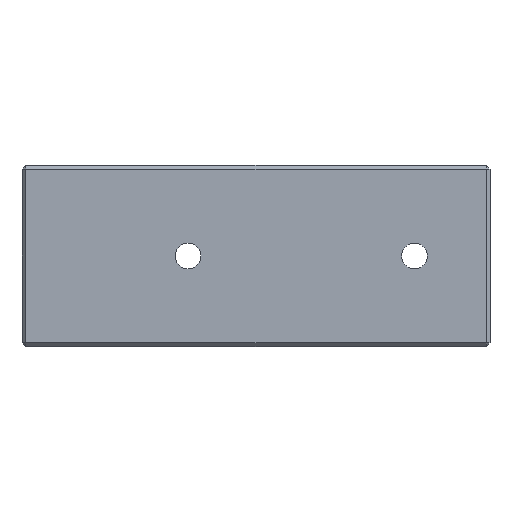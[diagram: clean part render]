
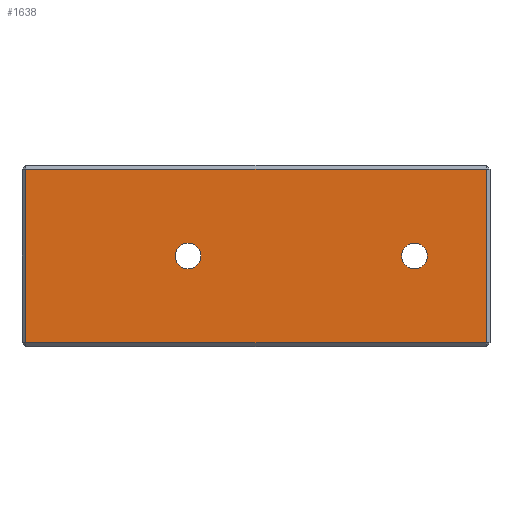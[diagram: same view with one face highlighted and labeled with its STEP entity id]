
A CAD part, front view. The second image highlights one B-rep face of the part: STEP entity #1638.
In plain terms, the highlighted planar face has unit normal (0, -1, 0).
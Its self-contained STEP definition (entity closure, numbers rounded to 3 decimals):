
#72 = PLANE('',#73);
#73 = AXIS2_PLACEMENT_3D('',#74,#75,#76);
#74 = CARTESIAN_POINT('',(0.25,0.25,0.));
#75 = DIRECTION('',(-0.707,-0.707,0.)
  );
#76 = DIRECTION('',(0.,0.,-1.));
#581 = VERTEX_POINT('',#582);
#582 = CARTESIAN_POINT('',(0.5,0.,23.5));
#603 = EDGE_CURVE('',#604,#581,#606,.T.);
#604 = VERTEX_POINT('',#605);
#605 = CARTESIAN_POINT('',(0.5,0.,0.5));
#606 = SURFACE_CURVE('',#607,(#611,#618),.PCURVE_S1.);
#607 = LINE('',#608,#609);
#608 = CARTESIAN_POINT('',(0.5,0.,0.));
#609 = VECTOR('',#610,1.);
#610 = DIRECTION('',(0.,0.,1.));
#611 = PCURVE('',#72,#612);
#612 = DEFINITIONAL_REPRESENTATION('',(#613),#617);
#613 = LINE('',#614,#615);
#614 = CARTESIAN_POINT('',(-0.,0.354));
#615 = VECTOR('',#616,1.);
#616 = DIRECTION('',(-1.,0.));
#617 = ( GEOMETRIC_REPRESENTATION_CONTEXT(2) 
PARAMETRIC_REPRESENTATION_CONTEXT() REPRESENTATION_CONTEXT('2D SPACE',''
  ) );
#618 = PCURVE('',#619,#624);
#619 = PLANE('',#620);
#620 = AXIS2_PLACEMENT_3D('',#621,#622,#623);
#621 = CARTESIAN_POINT('',(62.,0.,0.));
#622 = DIRECTION('',(0.,-1.,0.));
#623 = DIRECTION('',(-1.,0.,0.));
#624 = DEFINITIONAL_REPRESENTATION('',(#625),#629);
#625 = LINE('',#626,#627);
#626 = CARTESIAN_POINT('',(61.5,0.));
#627 = VECTOR('',#628,1.);
#628 = DIRECTION('',(0.,-1.));
#629 = ( GEOMETRIC_REPRESENTATION_CONTEXT(2) 
PARAMETRIC_REPRESENTATION_CONTEXT() REPRESENTATION_CONTEXT('2D SPACE',''
  ) );
#942 = PLANE('',#943);
#943 = AXIS2_PLACEMENT_3D('',#944,#945,#946);
#944 = CARTESIAN_POINT('',(62.,0.25,0.25));
#945 = DIRECTION('',(0.,0.707,0.707)
  );
#946 = DIRECTION('',(1.,0.,0.));
#1355 = PLANE('',#1356);
#1356 = AXIS2_PLACEMENT_3D('',#1357,#1358,#1359);
#1357 = CARTESIAN_POINT('',(62.,0.25,23.75));
#1358 = DIRECTION('',(0.,-0.707,0.707)
  );
#1359 = DIRECTION('',(1.,0.,0.));
#1638 = ADVANCED_FACE('',(#1639,#1714,#1745),#619,.T.);
#1639 = FACE_BOUND('',#1640,.T.);
#1640 = EDGE_LOOP('',(#1641,#1642,#1665,#1693));
#1641 = ORIENTED_EDGE('',*,*,#603,.F.);
#1642 = ORIENTED_EDGE('',*,*,#1643,.F.);
#1643 = EDGE_CURVE('',#1644,#604,#1646,.T.);
#1644 = VERTEX_POINT('',#1645);
#1645 = CARTESIAN_POINT('',(61.5,0.,0.5));
#1646 = SURFACE_CURVE('',#1647,(#1651,#1658),.PCURVE_S1.);
#1647 = LINE('',#1648,#1649);
#1648 = CARTESIAN_POINT('',(62.,0.,0.5));
#1649 = VECTOR('',#1650,1.);
#1650 = DIRECTION('',(-1.,0.,0.));
#1651 = PCURVE('',#619,#1652);
#1652 = DEFINITIONAL_REPRESENTATION('',(#1653),#1657);
#1653 = LINE('',#1654,#1655);
#1654 = CARTESIAN_POINT('',(0.,-0.5));
#1655 = VECTOR('',#1656,1.);
#1656 = DIRECTION('',(1.,0.));
#1657 = ( GEOMETRIC_REPRESENTATION_CONTEXT(2) 
PARAMETRIC_REPRESENTATION_CONTEXT() REPRESENTATION_CONTEXT('2D SPACE',''
  ) );
#1658 = PCURVE('',#942,#1659);
#1659 = DEFINITIONAL_REPRESENTATION('',(#1660),#1664);
#1660 = LINE('',#1661,#1662);
#1661 = CARTESIAN_POINT('',(-0.,-0.354));
#1662 = VECTOR('',#1663,1.);
#1663 = DIRECTION('',(-1.,0.));
#1664 = ( GEOMETRIC_REPRESENTATION_CONTEXT(2) 
PARAMETRIC_REPRESENTATION_CONTEXT() REPRESENTATION_CONTEXT('2D SPACE',''
  ) );
#1665 = ORIENTED_EDGE('',*,*,#1666,.T.);
#1666 = EDGE_CURVE('',#1644,#1667,#1669,.T.);
#1667 = VERTEX_POINT('',#1668);
#1668 = CARTESIAN_POINT('',(61.5,0.,23.5));
#1669 = SURFACE_CURVE('',#1670,(#1674,#1681),.PCURVE_S1.);
#1670 = LINE('',#1671,#1672);
#1671 = CARTESIAN_POINT('',(61.5,0.,0.));
#1672 = VECTOR('',#1673,1.);
#1673 = DIRECTION('',(0.,0.,1.));
#1674 = PCURVE('',#619,#1675);
#1675 = DEFINITIONAL_REPRESENTATION('',(#1676),#1680);
#1676 = LINE('',#1677,#1678);
#1677 = CARTESIAN_POINT('',(0.5,0.));
#1678 = VECTOR('',#1679,1.);
#1679 = DIRECTION('',(0.,-1.));
#1680 = ( GEOMETRIC_REPRESENTATION_CONTEXT(2) 
PARAMETRIC_REPRESENTATION_CONTEXT() REPRESENTATION_CONTEXT('2D SPACE',''
  ) );
#1681 = PCURVE('',#1682,#1687);
#1682 = PLANE('',#1683);
#1683 = AXIS2_PLACEMENT_3D('',#1684,#1685,#1686);
#1684 = CARTESIAN_POINT('',(61.75,0.25,0.));
#1685 = DIRECTION('',(0.707,-0.707,0.)
  );
#1686 = DIRECTION('',(0.,0.,1.));
#1687 = DEFINITIONAL_REPRESENTATION('',(#1688),#1692);
#1688 = LINE('',#1689,#1690);
#1689 = CARTESIAN_POINT('',(0.,0.354));
#1690 = VECTOR('',#1691,1.);
#1691 = DIRECTION('',(1.,0.));
#1692 = ( GEOMETRIC_REPRESENTATION_CONTEXT(2) 
PARAMETRIC_REPRESENTATION_CONTEXT() REPRESENTATION_CONTEXT('2D SPACE',''
  ) );
#1693 = ORIENTED_EDGE('',*,*,#1694,.T.);
#1694 = EDGE_CURVE('',#1667,#581,#1695,.T.);
#1695 = SURFACE_CURVE('',#1696,(#1700,#1707),.PCURVE_S1.);
#1696 = LINE('',#1697,#1698);
#1697 = CARTESIAN_POINT('',(62.,0.,23.5));
#1698 = VECTOR('',#1699,1.);
#1699 = DIRECTION('',(-1.,0.,0.));
#1700 = PCURVE('',#619,#1701);
#1701 = DEFINITIONAL_REPRESENTATION('',(#1702),#1706);
#1702 = LINE('',#1703,#1704);
#1703 = CARTESIAN_POINT('',(0.,-23.5));
#1704 = VECTOR('',#1705,1.);
#1705 = DIRECTION('',(1.,0.));
#1706 = ( GEOMETRIC_REPRESENTATION_CONTEXT(2) 
PARAMETRIC_REPRESENTATION_CONTEXT() REPRESENTATION_CONTEXT('2D SPACE',''
  ) );
#1707 = PCURVE('',#1355,#1708);
#1708 = DEFINITIONAL_REPRESENTATION('',(#1709),#1713);
#1709 = LINE('',#1710,#1711);
#1710 = CARTESIAN_POINT('',(-0.,-0.354));
#1711 = VECTOR('',#1712,1.);
#1712 = DIRECTION('',(-1.,0.));
#1713 = ( GEOMETRIC_REPRESENTATION_CONTEXT(2) 
PARAMETRIC_REPRESENTATION_CONTEXT() REPRESENTATION_CONTEXT('2D SPACE',''
  ) );
#1714 = FACE_BOUND('',#1715,.T.);
#1715 = EDGE_LOOP('',(#1716));
#1716 = ORIENTED_EDGE('',*,*,#1717,.F.);
#1717 = EDGE_CURVE('',#1718,#1718,#1720,.T.);
#1718 = VERTEX_POINT('',#1719);
#1719 = CARTESIAN_POINT('',(53.7,0.,12.));
#1720 = SURFACE_CURVE('',#1721,(#1726,#1733),.PCURVE_S1.);
#1721 = CIRCLE('',#1722,1.7);
#1722 = AXIS2_PLACEMENT_3D('',#1723,#1724,#1725);
#1723 = CARTESIAN_POINT('',(52.,0.,12.));
#1724 = DIRECTION('',(0.,-1.,0.));
#1725 = DIRECTION('',(1.,0.,0.));
#1726 = PCURVE('',#619,#1727);
#1727 = DEFINITIONAL_REPRESENTATION('',(#1728),#1732);
#1728 = CIRCLE('',#1729,1.7);
#1729 = AXIS2_PLACEMENT_2D('',#1730,#1731);
#1730 = CARTESIAN_POINT('',(10.,-12.));
#1731 = DIRECTION('',(-1.,0.));
#1732 = ( GEOMETRIC_REPRESENTATION_CONTEXT(2) 
PARAMETRIC_REPRESENTATION_CONTEXT() REPRESENTATION_CONTEXT('2D SPACE',''
  ) );
#1733 = PCURVE('',#1734,#1739);
#1734 = CYLINDRICAL_SURFACE('',#1735,1.7);
#1735 = AXIS2_PLACEMENT_3D('',#1736,#1737,#1738);
#1736 = CARTESIAN_POINT('',(52.,1.35,12.));
#1737 = DIRECTION('',(-0.,-1.,0.));
#1738 = DIRECTION('',(1.,0.,0.));
#1739 = DEFINITIONAL_REPRESENTATION('',(#1740),#1744);
#1740 = LINE('',#1741,#1742);
#1741 = CARTESIAN_POINT('',(-6.283,1.35));
#1742 = VECTOR('',#1743,1.);
#1743 = DIRECTION('',(1.,-0.));
#1744 = ( GEOMETRIC_REPRESENTATION_CONTEXT(2) 
PARAMETRIC_REPRESENTATION_CONTEXT() REPRESENTATION_CONTEXT('2D SPACE',''
  ) );
#1745 = FACE_BOUND('',#1746,.T.);
#1746 = EDGE_LOOP('',(#1747));
#1747 = ORIENTED_EDGE('',*,*,#1748,.F.);
#1748 = EDGE_CURVE('',#1749,#1749,#1751,.T.);
#1749 = VERTEX_POINT('',#1750);
#1750 = CARTESIAN_POINT('',(23.7,0.,12.));
#1751 = SURFACE_CURVE('',#1752,(#1757,#1764),.PCURVE_S1.);
#1752 = CIRCLE('',#1753,1.7);
#1753 = AXIS2_PLACEMENT_3D('',#1754,#1755,#1756);
#1754 = CARTESIAN_POINT('',(22.,0.,12.));
#1755 = DIRECTION('',(0.,-1.,0.));
#1756 = DIRECTION('',(1.,0.,0.));
#1757 = PCURVE('',#619,#1758);
#1758 = DEFINITIONAL_REPRESENTATION('',(#1759),#1763);
#1759 = CIRCLE('',#1760,1.7);
#1760 = AXIS2_PLACEMENT_2D('',#1761,#1762);
#1761 = CARTESIAN_POINT('',(40.,-12.));
#1762 = DIRECTION('',(-1.,0.));
#1763 = ( GEOMETRIC_REPRESENTATION_CONTEXT(2) 
PARAMETRIC_REPRESENTATION_CONTEXT() REPRESENTATION_CONTEXT('2D SPACE',''
  ) );
#1764 = PCURVE('',#1765,#1770);
#1765 = CYLINDRICAL_SURFACE('',#1766,1.7);
#1766 = AXIS2_PLACEMENT_3D('',#1767,#1768,#1769);
#1767 = CARTESIAN_POINT('',(22.,1.35,12.));
#1768 = DIRECTION('',(-0.,-1.,0.));
#1769 = DIRECTION('',(1.,0.,0.));
#1770 = DEFINITIONAL_REPRESENTATION('',(#1771),#1775);
#1771 = LINE('',#1772,#1773);
#1772 = CARTESIAN_POINT('',(-6.283,1.35));
#1773 = VECTOR('',#1774,1.);
#1774 = DIRECTION('',(1.,-0.));
#1775 = ( GEOMETRIC_REPRESENTATION_CONTEXT(2) 
PARAMETRIC_REPRESENTATION_CONTEXT() REPRESENTATION_CONTEXT('2D SPACE',''
  ) );
